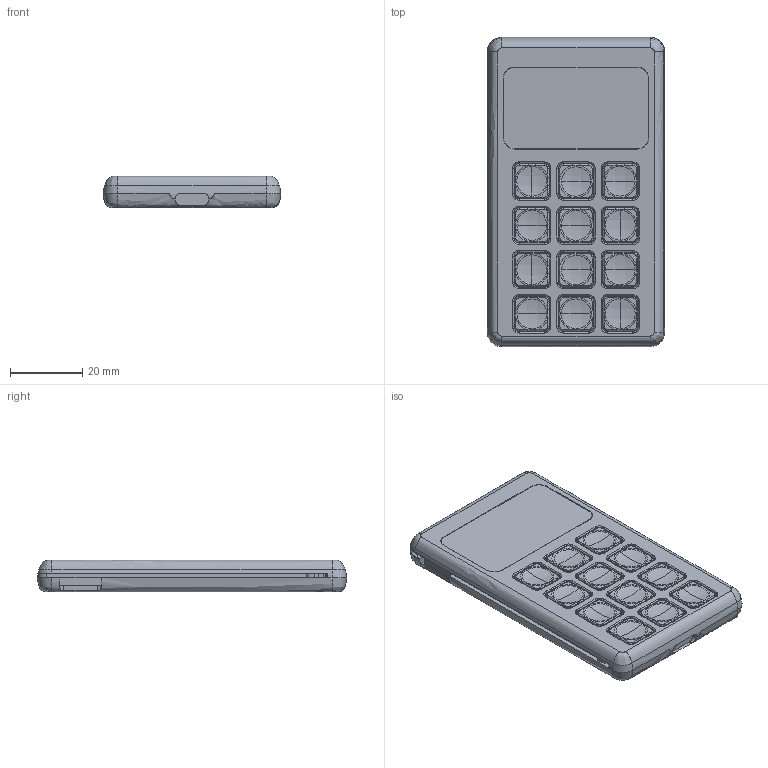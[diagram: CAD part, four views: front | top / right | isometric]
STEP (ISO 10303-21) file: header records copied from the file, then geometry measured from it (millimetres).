
FILE_DESCRIPTION (( 'STEP AP203' ), '1' );
FILE_NAME ('COLDCARD-Mk5.STEP', '2026-03-10T17:44:08', ( '' ), ( '' ), 'SwSTEP 2.0', 'SolidWorks 2022', '' );
FILE_SCHEMA (( 'CONFIG_CONTROL_DESIGN' ));
Length unit declared in the file: millimetre
Products named in the file (1): COLDCARD-Mk5
Bounding box: 49.1 x 85.6 x 8.7 mm (x, y, z)
Volume: 33659.1 mm3; surface area: 14816.8 mm2
Topology: 1 solids, 16 shells, 979 faces, 2414 edges, 1452 vertices
Faces by surface type: bspline 317, plane 302, cone 200, cylinder 160
Entity records: 49640 total; most frequent: CARTESIAN_POINT 29229, ORIENTED_EDGE 4796, DIRECTION 3448, EDGE_CURVE 2398, VERTEX_POINT 1452, AXIS2_PLACEMENT_3D 1245, EDGE_LOOP 1004, ADVANCED_FACE 979
